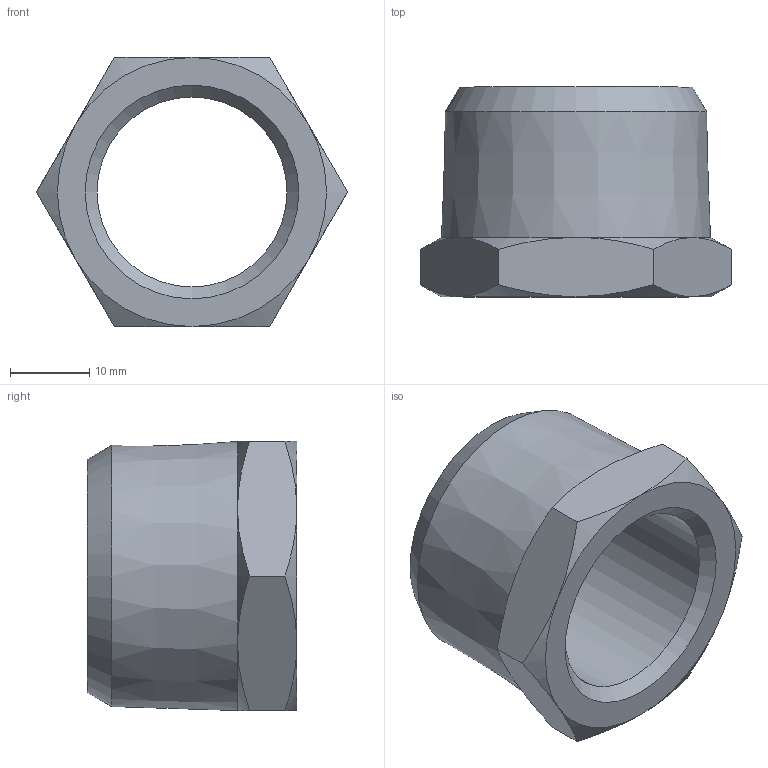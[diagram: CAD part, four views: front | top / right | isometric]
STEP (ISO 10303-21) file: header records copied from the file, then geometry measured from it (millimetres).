
FILE_DESCRIPTION(( 'RA.14.01.34.STEP' ), '1');
FILE_NAME( 'RA.14.01.34.STEP', '2018-10-08T09:35:40',( 'Sopra'),('sopra-pneumatic.com'), 'SwSTEP 2.0','SolidWorks 2009','' );
FILE_SCHEMA (( 'AUTOMOTIVE_DESIGN' ));
Length unit declared in the file: millimetre
Products named in the file (1): 020800001AQ00A
Bounding box: 39.26 x 26.5 x 34 mm (x, y, z)
Volume: 11719.9 mm3; surface area: 5596.3 mm2
Topology: 1 solids, 1 shells, 26 faces, 56 edges, 33 vertices
Faces by surface type: cone 16, plane 9, cylinder 1
Full cylindrical faces by diameter (mm): 24 x1
Entity records: 762 total; most frequent: CARTESIAN_POINT 227, ORIENTED_EDGE 98, DIRECTION 98, EDGE_CURVE 49, AXIS2_PLACEMENT_3D 46, EDGE_LOOP 34, VERTEX_POINT 31, FACE_OUTER_BOUND 27
